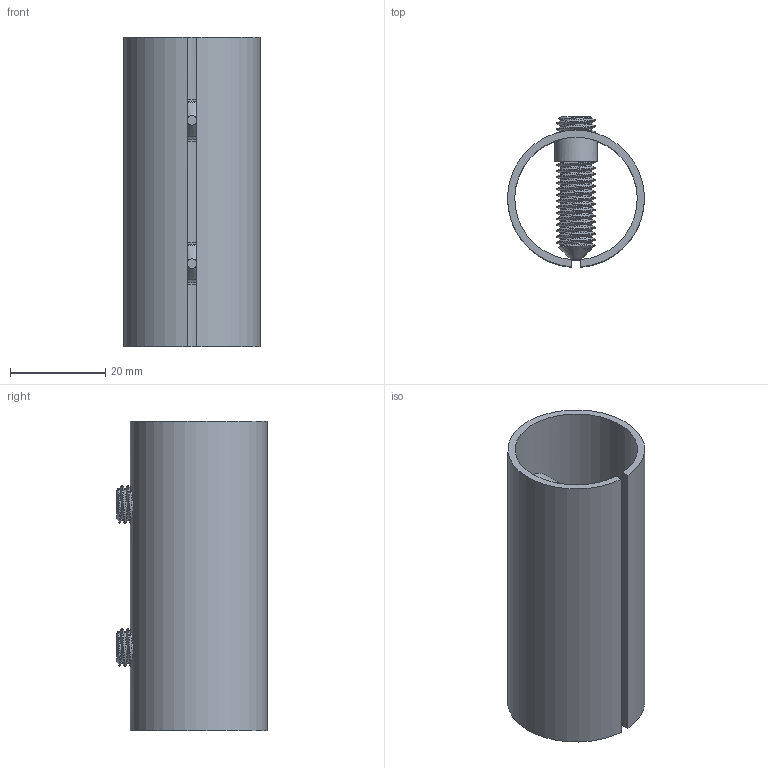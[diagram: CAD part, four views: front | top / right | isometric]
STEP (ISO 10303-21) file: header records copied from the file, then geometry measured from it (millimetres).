
FILE_DESCRIPTION (( 'STEP AP203' ), '1' );
FILE_NAME ('50098-240-25.step', '2021-11-25T13:45:43', ( '' ), ( '' ), 'SwSTEP 2.0', 'SolidWorks 2018', '' );
FILE_SCHEMA (( 'CONFIG_CONTROL_DESIGN' ));
Length unit declared in the file: millimetre
Products named in the file (7): 50098-240-25 DIN 914 M8 x 30; 50098-240-25; 50098-240-25 Teil1_50098-240-25 Teil1 Keyshot; 50098-240-25 Teil1; 50098-240-25 DIN 914 M8 x 30_Keyshot
Assembly tree (4 placements, depth 2):
  50098-240-25 DIN 914 M8 x 30
  50098-240-25
    50098-240-25 Teil1_50098-240-25 Teil1 Keyshot
    50098-240-25 DIN 914 M8 x 30_Keyshot  x2
  50098-240-25
    50098-240-25 Teil1
  50098-240-25 DIN 914 M8 x 30
Bounding box: 28.68 x 31.5 x 65 mm (x, y, z)
Volume: 10416.5 mm3; surface area: 14174.4 mm2
Topology: 3 solids, 3 shells, 58 faces, 162 edges, 115 vertices
Faces by surface type: plane 24, bspline 20, cylinder 8, cone 6
Full cylindrical faces by diameter (mm): 9 x2
Entity records: 14065 total; most frequent: CARTESIAN_POINT 12542, ORIENTED_EDGE 224, DIRECTION 116, EDGE_CURVE 112, VERTEX_POINT 82, PERSON_AND_ORGANIZATION 60, EDGE_LOOP 54, B_SPLINE_CURVE_WITH_KNOTS 53
